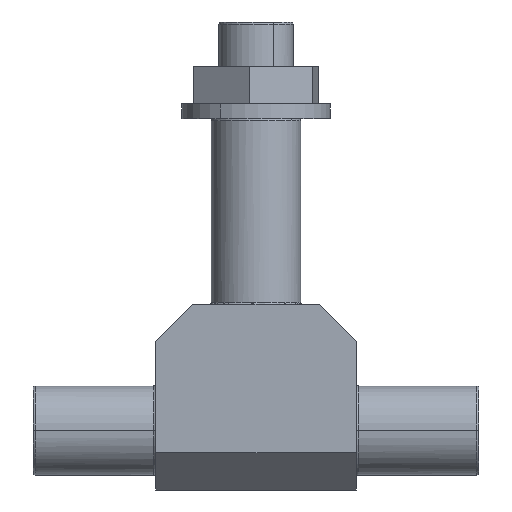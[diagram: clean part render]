
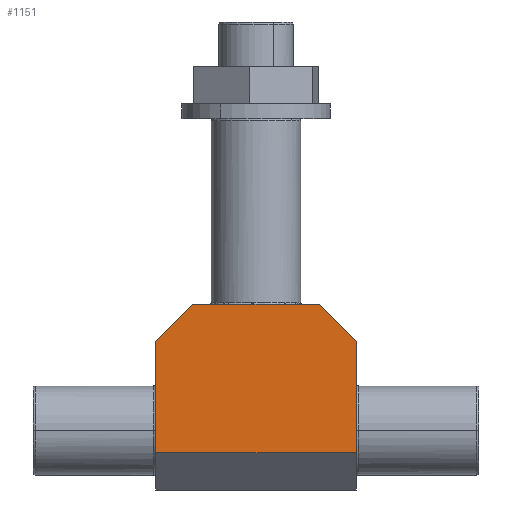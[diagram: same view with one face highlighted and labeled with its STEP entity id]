
A CAD part, front view. The second image highlights one B-rep face of the part: STEP entity #1151.
In plain terms, the highlighted planar face has unit normal (0, -1, 0).
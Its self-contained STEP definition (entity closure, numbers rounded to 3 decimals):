
#6 = VECTOR ( 'NONE', #326, 1000. ) ;
#18 = CARTESIAN_POINT ( 'NONE',  ( -13.5, -8., 4.5 ) ) ;
#37 = LINE ( 'NONE', #762, #387 ) ;
#45 = VERTEX_POINT ( 'NONE', #274 ) ;
#79 = EDGE_CURVE ( 'NONE', #319, #45, #282, .T. ) ;
#152 = CARTESIAN_POINT ( 'NONE',  ( 11., -8., 14.5 ) ) ;
#175 = AXIS2_PLACEMENT_3D ( 'NONE', #1822, #348, #1508 ) ;
#203 = LINE ( 'NONE', #18, #6 ) ;
#274 = CARTESIAN_POINT ( 'NONE',  ( 8.5, -8., 17. ) ) ;
#282 = LINE ( 'NONE', #409, #393 ) ;
#319 = VERTEX_POINT ( 'NONE', #1543 ) ;
#326 = DIRECTION ( 'NONE',  ( 0., 0., 1. ) ) ;
#348 = DIRECTION ( 'NONE',  ( 0., 1., 0. ) ) ;
#369 = VECTOR ( 'NONE', #1754, 1000. ) ;
#383 = ORIENTED_EDGE ( 'NONE', *, *, #1509, .F. ) ;
#385 = VECTOR ( 'NONE', #931, 1000. ) ;
#387 = VECTOR ( 'NONE', #631, 1000. ) ;
#393 = VECTOR ( 'NONE', #1705, 1000. ) ;
#400 = VERTEX_POINT ( 'NONE', #1838 ) ;
#409 = CARTESIAN_POINT ( 'NONE',  ( 0., -8., 17. ) ) ;
#543 = EDGE_CURVE ( 'NONE', #660, #319, #721, .T. ) ;
#560 = VERTEX_POINT ( 'NONE', #578 ) ;
#578 = CARTESIAN_POINT ( 'NONE',  ( 13.5, -8., -3. ) ) ;
#631 = DIRECTION ( 'NONE',  ( -1., 0., 0. ) ) ;
#633 = FACE_OUTER_BOUND ( 'NONE', #988, .T. ) ;
#660 = VERTEX_POINT ( 'NONE', #755 ) ;
#721 = LINE ( 'NONE', #1189, #369 ) ;
#755 = CARTESIAN_POINT ( 'NONE',  ( -13.5, -8., 12. ) ) ;
#762 = CARTESIAN_POINT ( 'NONE',  ( 0., -8., -3. ) ) ;
#767 = ORIENTED_EDGE ( 'NONE', *, *, #1594, .F. ) ;
#905 = LINE ( 'NONE', #1219, #385 ) ;
#922 = CARTESIAN_POINT ( 'NONE',  ( 13.5, -8., 12. ) ) ;
#931 = DIRECTION ( 'NONE',  ( 0., 0., -1. ) ) ;
#988 = EDGE_LOOP ( 'NONE', ( #1659, #1895, #1041, #1640, #767, #383 ) ) ;
#1041 = ORIENTED_EDGE ( 'NONE', *, *, #543, .F. ) ;
#1146 = DIRECTION ( 'NONE',  ( 0.707, 0., -0.707 ) ) ;
#1151 = ADVANCED_FACE ( 'NONE', ( #633 ), #1657, .F. ) ;
#1189 = CARTESIAN_POINT ( 'NONE',  ( -11., -8., 14.5 ) ) ;
#1219 = CARTESIAN_POINT ( 'NONE',  ( 13.5, -8., 4.5 ) ) ;
#1346 = EDGE_CURVE ( 'NONE', #45, #1500, #1438, .T. ) ;
#1438 = LINE ( 'NONE', #152, #1823 ) ;
#1500 = VERTEX_POINT ( 'NONE', #922 ) ;
#1508 = DIRECTION ( 'NONE',  ( 1., 0., 0. ) ) ;
#1509 = EDGE_CURVE ( 'NONE', #1500, #560, #905, .T. ) ;
#1520 = EDGE_CURVE ( 'NONE', #400, #660, #203, .T. ) ;
#1543 = CARTESIAN_POINT ( 'NONE',  ( -8.5, -8., 17. ) ) ;
#1594 = EDGE_CURVE ( 'NONE', #560, #400, #37, .T. ) ;
#1640 = ORIENTED_EDGE ( 'NONE', *, *, #1520, .F. ) ;
#1657 = PLANE ( 'NONE',  #175 ) ;
#1659 = ORIENTED_EDGE ( 'NONE', *, *, #1346, .F. ) ;
#1705 = DIRECTION ( 'NONE',  ( 1., 0., 0. ) ) ;
#1754 = DIRECTION ( 'NONE',  ( 0.707, 0., 0.707 ) ) ;
#1822 = CARTESIAN_POINT ( 'NONE',  ( 0., -8., 0. ) ) ;
#1823 = VECTOR ( 'NONE', #1146, 1000. ) ;
#1838 = CARTESIAN_POINT ( 'NONE',  ( -13.5, -8., -3. ) ) ;
#1895 = ORIENTED_EDGE ( 'NONE', *, *, #79, .F. ) ;
